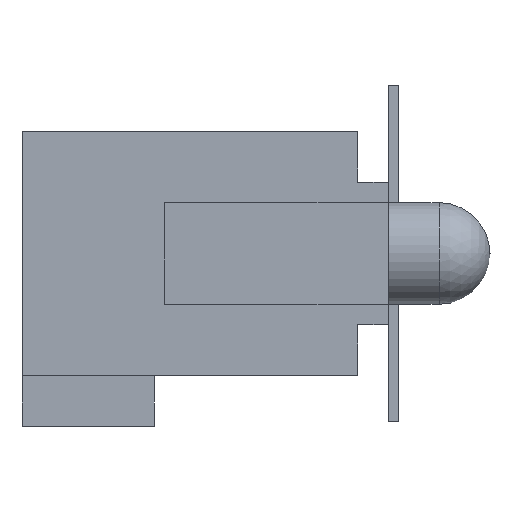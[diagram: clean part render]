
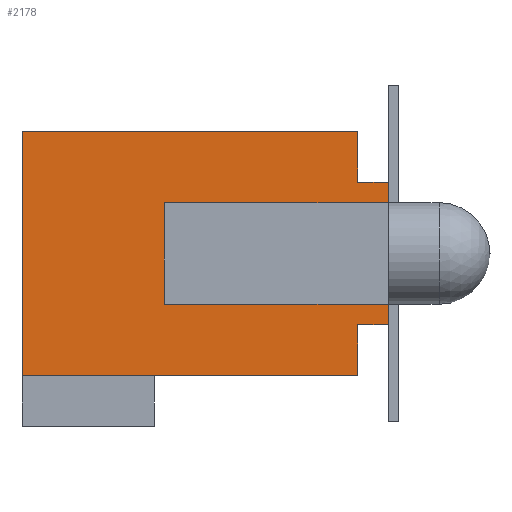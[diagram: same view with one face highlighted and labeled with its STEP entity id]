
A CAD part, left-side view. The second image highlights one B-rep face of the part: STEP entity #2178.
In plain terms, the highlighted planar face has unit normal (-1, 0, 0).
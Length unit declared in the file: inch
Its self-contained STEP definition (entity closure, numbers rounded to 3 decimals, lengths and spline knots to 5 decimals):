
#2178 = ADVANCED_FACE( '', ( #4685 ), #4686, .T. );
#4685 = FACE_OUTER_BOUND( '', #7531, .T. );
#4686 = PLANE( '', #7532 );
#7531 = EDGE_LOOP( '', ( #13937, #13938, #13939, #13940, #13941, #13942, #13943, #13944, #13945, #13946, #13947, #13948 ) );
#7532 = AXIS2_PLACEMENT_3D( '', #13949, #13950, #13951 );
#13937 = ORIENTED_EDGE( '', *, *, #17269, .T. );
#13938 = ORIENTED_EDGE( '', *, *, #17297, .F. );
#13939 = ORIENTED_EDGE( '', *, *, #16934, .T. );
#13940 = ORIENTED_EDGE( '', *, *, #18863, .T. );
#13941 = ORIENTED_EDGE( '', *, *, #19494, .F. );
#13942 = ORIENTED_EDGE( '', *, *, #19495, .F. );
#13943 = ORIENTED_EDGE( '', *, *, #19496, .T. );
#13944 = ORIENTED_EDGE( '', *, *, #18884, .T. );
#13945 = ORIENTED_EDGE( '', *, *, #17273, .T. );
#13946 = ORIENTED_EDGE( '', *, *, #19497, .T. );
#13947 = ORIENTED_EDGE( '', *, *, #18444, .F. );
#13948 = ORIENTED_EDGE( '', *, *, #17915, .F. );
#13949 = CARTESIAN_POINT( '', ( -0.5075, 0., -0.06 ) );
#13950 = DIRECTION( '', ( -1., 0., 0. ) );
#13951 = DIRECTION( '', ( 0., 0., 1. ) );
#16934 = EDGE_CURVE( '', #20250, #20248, #20251, .T. );
#17269 = EDGE_CURVE( '', #20892, #20890, #20893, .T. );
#17273 = EDGE_CURVE( '', #20900, #20898, #20901, .T. );
#17297 = EDGE_CURVE( '', #20250, #20890, #20945, .T. );
#17915 = EDGE_CURVE( '', #20892, #21950, #21951, .T. );
#18444 = EDGE_CURVE( '', #21950, #22775, #22776, .T. );
#18863 = EDGE_CURVE( '', #20248, #23379, #23380, .T. );
#18884 = EDGE_CURVE( '', #23405, #20900, #23409, .T. );
#19494 = EDGE_CURVE( '', #24176, #23379, #24177, .T. );
#19495 = EDGE_CURVE( '', #24178, #24176, #24179, .T. );
#19496 = EDGE_CURVE( '', #24178, #23405, #24180, .T. );
#19497 = EDGE_CURVE( '', #20898, #22775, #24181, .T. );
#20248 = VERTEX_POINT( '', #25048 );
#20250 = VERTEX_POINT( '', #25051 );
#20251 = LINE( '', #25052, #25053 );
#20890 = VERTEX_POINT( '', #25990 );
#20892 = VERTEX_POINT( '', #25993 );
#20893 = LINE( '', #25994, #25995 );
#20898 = VERTEX_POINT( '', #26001 );
#20900 = VERTEX_POINT( '', #26004 );
#20901 = LINE( '', #26005, #26006 );
#20945 = LINE( '', #26072, #26073 );
#21950 = VERTEX_POINT( '', #27522 );
#21951 = LINE( '', #27523, #27524 );
#22775 = VERTEX_POINT( '', #28712 );
#22776 = LINE( '', #28713, #28714 );
#23379 = VERTEX_POINT( '', #29629 );
#23380 = LINE( '', #29630, #29631 );
#23405 = VERTEX_POINT( '', #29668 );
#23409 = LINE( '', #29674, #29675 );
#24176 = VERTEX_POINT( '', #30815 );
#24177 = LINE( '', #30816, #30817 );
#24178 = VERTEX_POINT( '', #30818 );
#24179 = LINE( '', #30819, #30820 );
#24180 = LINE( '', #30821, #30822 );
#24181 = LINE( '', #30823, #30824 );
#25048 = CARTESIAN_POINT( '', ( -0.5075, 0.015, 0.06 ) );
#25051 = CARTESIAN_POINT( '', ( -0.5075, 0.015, 0.035 ) );
#25052 = CARTESIAN_POINT( '', ( -0.5075, 0.015, 0.035 ) );
#25053 = VECTOR( '', #31813, 39.37008 );
#25990 = CARTESIAN_POINT( '', ( -0.5075, 0., 0.035 ) );
#25993 = CARTESIAN_POINT( '', ( -0.5075, 0., 0.025 ) );
#25994 = CARTESIAN_POINT( '', ( -0.5075, 0., 0.025 ) );
#25995 = VECTOR( '', #32152, 39.37008 );
#26001 = CARTESIAN_POINT( '', ( -0.5075, 0., -0.025 ) );
#26004 = CARTESIAN_POINT( '', ( -0.5075, 0., -0.035 ) );
#26005 = CARTESIAN_POINT( '', ( -0.5075, 0., -0.06 ) );
#26006 = VECTOR( '', #32158, 39.37008 );
#26072 = CARTESIAN_POINT( '', ( -0.5075, 0.015, 0.035 ) );
#26073 = VECTOR( '', #32181, 39.37008 );
#27522 = CARTESIAN_POINT( '', ( -0.5075, 0.11, 0.025 ) );
#27523 = CARTESIAN_POINT( '', ( -0.5075, 0., 0.025 ) );
#27524 = VECTOR( '', #32746, 39.37008 );
#28712 = CARTESIAN_POINT( '', ( -0.5075, 0.11, -0.025 ) );
#28713 = CARTESIAN_POINT( '', ( -0.5075, 0.11, 0.12 ) );
#28714 = VECTOR( '', #33240, 39.37008 );
#29629 = CARTESIAN_POINT( '', ( -0.5075, 0.18, 0.06 ) );
#29630 = CARTESIAN_POINT( '', ( -0.5075, 0., 0.06 ) );
#29631 = VECTOR( '', #33598, 39.37008 );
#29668 = CARTESIAN_POINT( '', ( -0.5075, 0.015, -0.035 ) );
#29674 = CARTESIAN_POINT( '', ( -0.5075, 0.015, -0.035 ) );
#29675 = VECTOR( '', #33613, 39.37008 );
#30815 = CARTESIAN_POINT( '', ( -0.5075, 0.18, -0.06 ) );
#30816 = CARTESIAN_POINT( '', ( -0.5075, 0.18, -0.06 ) );
#30817 = VECTOR( '', #34062, 39.37008 );
#30818 = CARTESIAN_POINT( '', ( -0.5075, 0.015, -0.06 ) );
#30819 = CARTESIAN_POINT( '', ( -0.5075, 0., -0.06 ) );
#30820 = VECTOR( '', #34063, 39.37008 );
#30821 = CARTESIAN_POINT( '', ( -0.5075, 0.015, -0.06 ) );
#30822 = VECTOR( '', #34064, 39.37008 );
#30823 = CARTESIAN_POINT( '', ( -0.5075, 0., -0.025 ) );
#30824 = VECTOR( '', #34065, 39.37008 );
#31813 = DIRECTION( '', ( 0., 0., 1. ) );
#32152 = DIRECTION( '', ( 0., 0., 1. ) );
#32158 = DIRECTION( '', ( 0., 0., 1. ) );
#32181 = DIRECTION( '', ( 0., -1., 0. ) );
#32746 = DIRECTION( '', ( 0., 1., 0. ) );
#33240 = DIRECTION( '', ( 0., 0., -1. ) );
#33598 = DIRECTION( '', ( 0., 1., 0. ) );
#33613 = DIRECTION( '', ( 0., -1., 0. ) );
#34062 = DIRECTION( '', ( 0., 0., 1. ) );
#34063 = DIRECTION( '', ( 0., 1., 0. ) );
#34064 = DIRECTION( '', ( 0., 0., 1. ) );
#34065 = DIRECTION( '', ( 0., 1., 0. ) );
